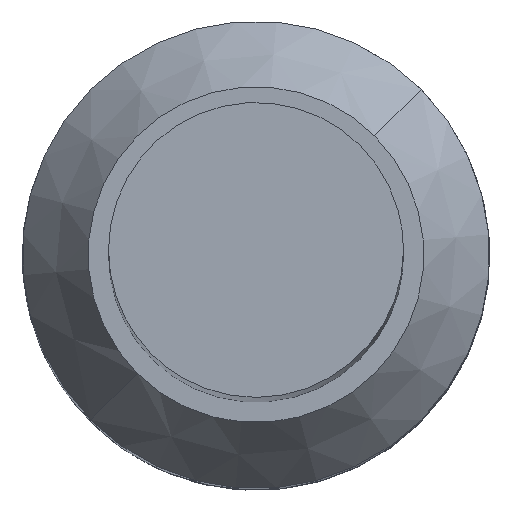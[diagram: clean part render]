
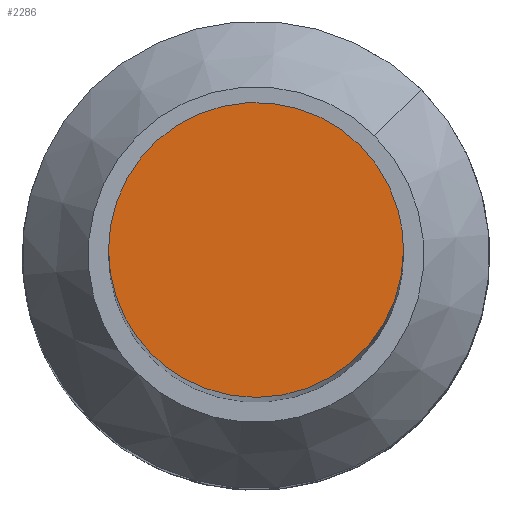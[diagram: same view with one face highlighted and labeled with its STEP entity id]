
A CAD part, top view. The second image highlights one B-rep face of the part: STEP entity #2286.
In plain terms, the highlighted planar face has unit normal (0, 0, 1).
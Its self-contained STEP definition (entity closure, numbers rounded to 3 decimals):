
#2194=AXIS2_PLACEMENT_3D('Circle Axis2P3D',#2192,#2193,$) ;
#2240=AXIS2_PLACEMENT_3D('Circle Axis2P3D',#2238,#2239,$) ;
#2278=AXIS2_PLACEMENT_3D('Plane Axis2P3D',#2275,#2276,#2277) ;
#2174=CARTESIAN_POINT('Vertex',(8.4,5.15,97.55)) ;
#2180=CARTESIAN_POINT('Control Point',(8.4,5.15,97.55)) ;
#2181=CARTESIAN_POINT('Control Point',(8.4,4.384,97.55)) ;
#2182=CARTESIAN_POINT('Control Point',(8.174,3.618,97.55)) ;
#2183=CARTESIAN_POINT('Control Point',(7.722,2.942,97.55)) ;
#2184=CARTESIAN_POINT('Control Point',(6.48,1.939,97.55)) ;
#2185=CARTESIAN_POINT('Control Point',(4.892,1.77,97.55)) ;
#2186=CARTESIAN_POINT('Control Point',(4.094,1.928,97.55)) ;
#2187=CARTESIAN_POINT('Control Point',(3.393,2.31,97.55)) ;
#2188=CARTESIAN_POINT('Control Point',(2.852,2.852,97.55)) ;
#2189=CARTESIAN_POINT('Vertex',(2.852,2.852,97.55)) ;
#2192=CARTESIAN_POINT('Axis2P3D Location',(5.15,5.15,97.55)) ;
#2196=CARTESIAN_POINT('Vertex',(1.9,5.15,97.55)) ;
#2238=CARTESIAN_POINT('Axis2P3D Location',(5.15,5.15,97.55)) ;
#2242=CARTESIAN_POINT('Vertex',(7.448,7.448,97.55)) ;
#2246=CARTESIAN_POINT('Control Point',(7.448,7.448,97.55)) ;
#2247=CARTESIAN_POINT('Control Point',(7.899,6.997,97.55)) ;
#2248=CARTESIAN_POINT('Control Point',(8.233,6.427,97.55)) ;
#2249=CARTESIAN_POINT('Control Point',(8.4,5.788,97.55)) ;
#2250=CARTESIAN_POINT('Control Point',(8.4,5.15,97.55)) ;
#2275=CARTESIAN_POINT('Axis2P3D Location',(2.534,7.766,97.55)) ;
#2193=DIRECTION('Axis2P3D Direction',(0.,0.,-1.)) ;
#2239=DIRECTION('Axis2P3D Direction',(0.,0.,-1.)) ;
#2276=DIRECTION('Axis2P3D Direction',(0.,0.,-1.)) ;
#2277=DIRECTION('Axis2P3D XDirection',(-0.707,-0.707,0.)) ;
#2281=ORIENTED_EDGE('',*,*,#2244,.F.) ;
#2282=ORIENTED_EDGE('',*,*,#2198,.F.) ;
#2283=ORIENTED_EDGE('',*,*,#2191,.F.) ;
#2284=ORIENTED_EDGE('',*,*,#2251,.F.) ;
#2286=ADVANCED_FACE('Hauptkoerper',(#2285),#2279,.F.) ;
#2179=B_SPLINE_CURVE_WITH_KNOTS('',5,(#2180,#2181,#2182,#2183,#2184,#2185,#2186,#2187,#2188),.UNSPECIFIED.,.F.,.U.,(6,3,6),(-3.829,0.,3.829),.UNSPECIFIED.) ;
#2245=B_SPLINE_CURVE_WITH_KNOTS('',4,(#2246,#2247,#2248,#2249,#2250),.UNSPECIFIED.,.F.,.U.,(5,5),(-1.276,1.276),.UNSPECIFIED.) ;
#2195=CIRCLE('generated circle',#2194,3.25) ;
#2241=CIRCLE('generated circle',#2240,3.25) ;
#2191=EDGE_CURVE('',#2175,#2190,#2179,.T.) ;
#2198=EDGE_CURVE('',#2190,#2197,#2195,.T.) ;
#2244=EDGE_CURVE('',#2197,#2243,#2241,.T.) ;
#2251=EDGE_CURVE('',#2243,#2175,#2245,.T.) ;
#2280=EDGE_LOOP('',(#2281,#2282,#2283,#2284)) ;
#2285=FACE_OUTER_BOUND('',#2280,.T.) ;
#2279=PLANE('',#2278) ;
#2175=VERTEX_POINT('',#2174) ;
#2190=VERTEX_POINT('',#2189) ;
#2197=VERTEX_POINT('',#2196) ;
#2243=VERTEX_POINT('',#2242) ;
